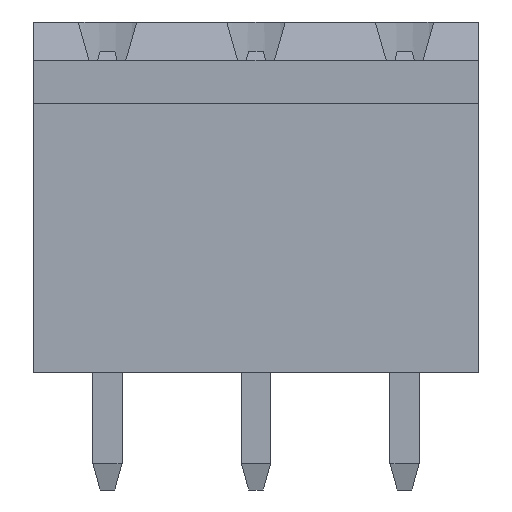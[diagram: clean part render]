
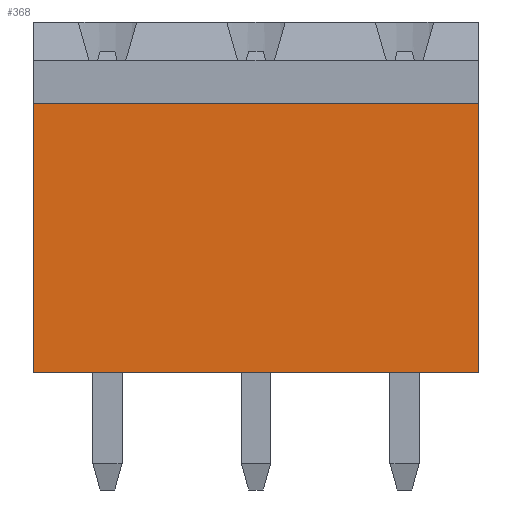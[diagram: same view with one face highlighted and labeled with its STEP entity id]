
A CAD part, front view. The second image highlights one B-rep face of the part: STEP entity #368.
In plain terms, the highlighted planar face has unit normal (0, -1, 0).
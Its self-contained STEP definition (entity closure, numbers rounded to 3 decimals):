
#368 = ADVANCED_FACE( '', ( #750 ), #751, .T. );
#750 = FACE_OUTER_BOUND( '', #1160, .T. );
#751 = PLANE( '', #1161 );
#1160 = EDGE_LOOP( '', ( #2054, #2055, #2056, #2057 ) );
#1161 = AXIS2_PLACEMENT_3D( '', #2058, #2059, #2060 );
#2054 = ORIENTED_EDGE( '', *, *, #2833, .F. );
#2055 = ORIENTED_EDGE( '', *, *, #2901, .F. );
#2056 = ORIENTED_EDGE( '', *, *, #2871, .F. );
#2057 = ORIENTED_EDGE( '', *, *, #2836, .T. );
#2058 = CARTESIAN_POINT( '', ( 8.62, -4.05, -6. ) );
#2059 = DIRECTION( '', ( 0., -1., 0. ) );
#2060 = DIRECTION( '', ( 0., 0., -1. ) );
#2833 = EDGE_CURVE( '', #3501, #3503, #3504, .T. );
#2836 = EDGE_CURVE( '', #3507, #3503, #3508, .T. );
#2871 = EDGE_CURVE( '', #3507, #3556, #3557, .T. );
#2901 = EDGE_CURVE( '', #3556, #3501, #3595, .T. );
#3501 = VERTEX_POINT( '', #4441 );
#3503 = VERTEX_POINT( '', #4444 );
#3504 = LINE( '', #4445, #4446 );
#3507 = VERTEX_POINT( '', #4450 );
#3508 = LINE( '', #4451, #4452 );
#3556 = VERTEX_POINT( '', #4522 );
#3557 = LINE( '', #4523, #4524 );
#3595 = LINE( '', #4580, #4581 );
#4441 = CARTESIAN_POINT( '', ( -7.62, -4.05, -6. ) );
#4444 = CARTESIAN_POINT( '', ( -7.62, -4.05, 3.2 ) );
#4445 = CARTESIAN_POINT( '', ( -7.62, -4.05, -6. ) );
#4446 = VECTOR( '', #5018, 1000. );
#4450 = CARTESIAN_POINT( '', ( 7.62, -4.05, 3.2 ) );
#4451 = CARTESIAN_POINT( '', ( 8.62, -4.05, 3.2 ) );
#4452 = VECTOR( '', #5020, 1000. );
#4522 = CARTESIAN_POINT( '', ( 7.62, -4.05, -6. ) );
#4523 = CARTESIAN_POINT( '', ( 7.62, -4.05, -6. ) );
#4524 = VECTOR( '', #5052, 1000. );
#4580 = CARTESIAN_POINT( '', ( 8.62, -4.05, -6. ) );
#4581 = VECTOR( '', #5077, 1000. );
#5018 = DIRECTION( '', ( 0., 0., 1. ) );
#5020 = DIRECTION( '', ( -1., 0., 0. ) );
#5052 = DIRECTION( '', ( 0., 0., -1. ) );
#5077 = DIRECTION( '', ( -1., 0., 0. ) );
